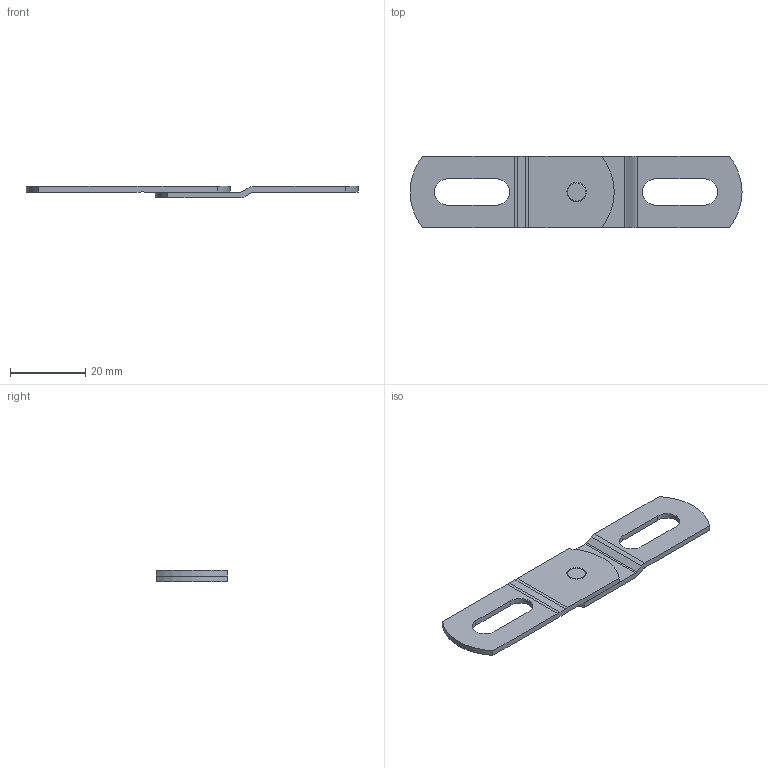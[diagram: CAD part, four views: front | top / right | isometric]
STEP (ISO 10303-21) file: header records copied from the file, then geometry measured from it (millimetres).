
FILE_DESCRIPTION((''),'2;1');
FILE_NAME('6066941_ASM','2012-08-10T',('AndreasKeweloh'),(''),'PRO/ENGINEER BY PARAMETRIC TECHNOLOGY CORPORATION, 2012130','PRO/ENGINEER BY PARAMETRIC TECHNOLOGY CORPORATION, 2012130','');
FILE_SCHEMA(('CONFIG_CONTROL_DESIGN'));
Length unit declared in the file: millimetre
Products named in the file (4): 6066941_1; 6066941_2; 6066941_NIET; 6066941_ASM
Assembly tree (3 placements, depth 2):
  6066941_ASM
    6066941_1
    6066941_2
    6066941_NIET
Bounding box: 88.36 x 19 x 3 mm (x, y, z)
Volume: 2586.9 mm3; surface area: 4054.6 mm2
Topology: 3 solids, 3 shells, 48 faces, 124 edges, 82 vertices
Faces by surface type: plane 26, cylinder 18, cone 4
Entity records: 1598 total; most frequent: DIRECTION 276, CARTESIAN_POINT 261, ORIENTED_EDGE 248, EDGE_CURVE 124, AXIS2_PLACEMENT_3D 97, VECTOR 82, LINE 82, VERTEX_POINT 82
